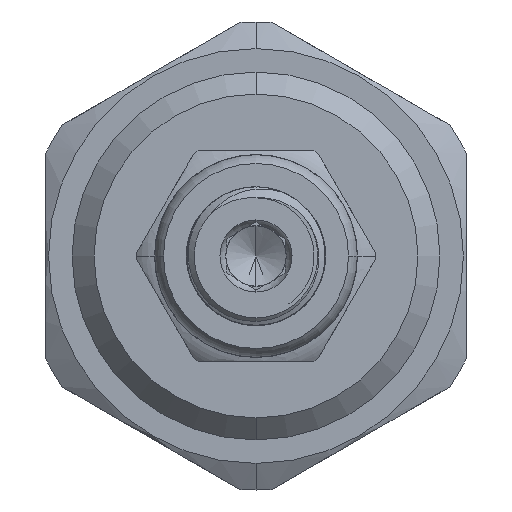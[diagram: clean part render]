
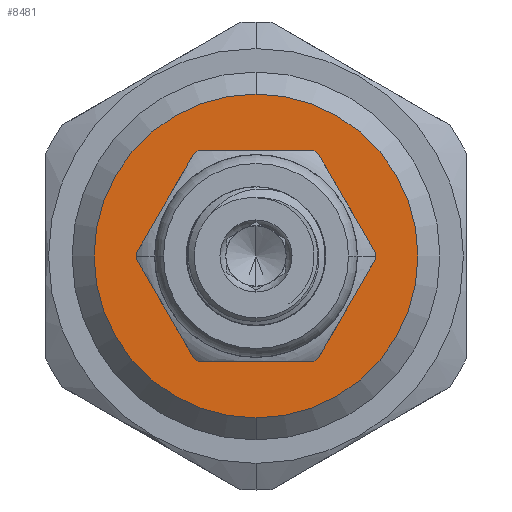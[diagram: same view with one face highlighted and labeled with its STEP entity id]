
A CAD part, left-side view. The second image highlights one B-rep face of the part: STEP entity #8481.
In plain terms, the highlighted planar face has unit normal (-1, 0, 0).
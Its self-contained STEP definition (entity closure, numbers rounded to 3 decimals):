
#393 = DIRECTION ( 'NONE',  ( -1., 0., 0. ) ) ;
#634 = ORIENTED_EDGE ( 'NONE', *, *, #11488, .T. ) ;
#1447 = ORIENTED_EDGE ( 'NONE', *, *, #6641, .T. ) ;
#2892 = DIRECTION ( 'NONE',  ( -1., 0., 0. ) ) ;
#3016 = ORIENTED_EDGE ( 'NONE', *, *, #6040, .T. ) ;
#3126 = CARTESIAN_POINT ( 'NONE',  ( 0., 0., 0. ) ) ;
#3467 = AXIS2_PLACEMENT_3D ( 'NONE', #13413, #393, #6911 ) ;
#3564 = FACE_OUTER_BOUND ( 'NONE', #14548, .T. ) ;
#4331 = EDGE_LOOP ( 'NONE', ( #12919, #3016 ) ) ;
#4383 = CARTESIAN_POINT ( 'NONE',  ( 0., 6.875, 0. ) ) ;
#4456 = VERTEX_POINT ( 'NONE', #7724 ) ;
#5225 = DIRECTION ( 'NONE',  ( 1., 0., 0. ) ) ;
#5711 = DIRECTION ( 'NONE',  ( 0., 0., 1. ) ) ;
#6040 = EDGE_CURVE ( 'NONE', #4456, #14361, #13391, .T. ) ;
#6232 = EDGE_CURVE ( 'NONE', #14361, #4456, #16531, .T. ) ;
#6641 = EDGE_CURVE ( 'NONE', #14874, #13938, #16737, .T. ) ;
#6911 = DIRECTION ( 'NONE',  ( 0., 0., 1. ) ) ;
#6965 = CARTESIAN_POINT ( 'NONE',  ( 0., 0., 0. ) ) ;
#7362 = AXIS2_PLACEMENT_3D ( 'NONE', #3126, #12459, #5711 ) ;
#7724 = CARTESIAN_POINT ( 'NONE',  ( 0., -6.875, 0. ) ) ;
#8077 = AXIS2_PLACEMENT_3D ( 'NONE', #6965, #2892, #12210 ) ;
#8351 = AXIS2_PLACEMENT_3D ( 'NONE', #9115, #5225, #11976 ) ;
#8481 = ADVANCED_FACE ( 'NONE', ( #9619, #3564 ), #12157, .T. ) ;
#9115 = CARTESIAN_POINT ( 'NONE',  ( 0., 0., 0. ) ) ;
#9255 = DIRECTION ( 'NONE',  ( 0., -1., 0. ) ) ;
#9619 = FACE_BOUND ( 'NONE', #4331, .T. ) ;
#11488 = EDGE_CURVE ( 'NONE', #13938, #14874, #14771, .T. ) ;
#11894 = CARTESIAN_POINT ( 'NONE',  ( 0., 0., 11. ) ) ;
#11976 = DIRECTION ( 'NONE',  ( 0., -1., 0. ) ) ;
#12157 = PLANE ( 'NONE',  #3467 ) ;
#12210 = DIRECTION ( 'NONE',  ( 0., 0., 1. ) ) ;
#12459 = DIRECTION ( 'NONE',  ( -1., 0., 0. ) ) ;
#12919 = ORIENTED_EDGE ( 'NONE', *, *, #6232, .T. ) ;
#13137 = CARTESIAN_POINT ( 'NONE',  ( 0., 0., 0. ) ) ;
#13391 = CIRCLE ( 'NONE', #16382, 6.875 ) ;
#13413 = CARTESIAN_POINT ( 'NONE',  ( 0., 0., 0. ) ) ;
#13938 = VERTEX_POINT ( 'NONE', #16565 ) ;
#14361 = VERTEX_POINT ( 'NONE', #4383 ) ;
#14548 = EDGE_LOOP ( 'NONE', ( #634, #1447 ) ) ;
#14716 = DIRECTION ( 'NONE',  ( 1., 0., 0. ) ) ;
#14771 = CIRCLE ( 'NONE', #8077, 11. ) ;
#14874 = VERTEX_POINT ( 'NONE', #11894 ) ;
#16382 = AXIS2_PLACEMENT_3D ( 'NONE', #13137, #14716, #9255 ) ;
#16531 = CIRCLE ( 'NONE', #8351, 6.875 ) ;
#16565 = CARTESIAN_POINT ( 'NONE',  ( 0., 0., -11. ) ) ;
#16737 = CIRCLE ( 'NONE', #7362, 11. ) ;
